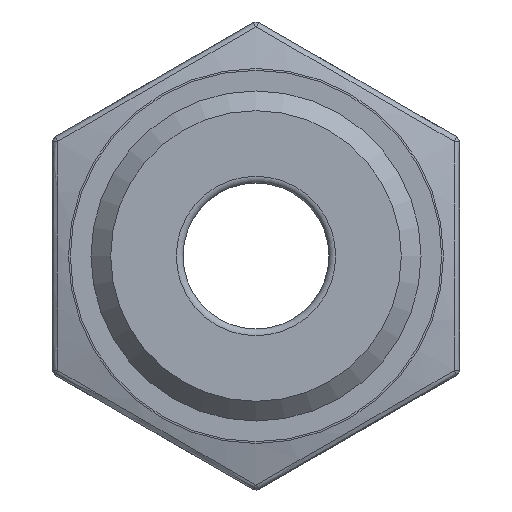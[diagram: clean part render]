
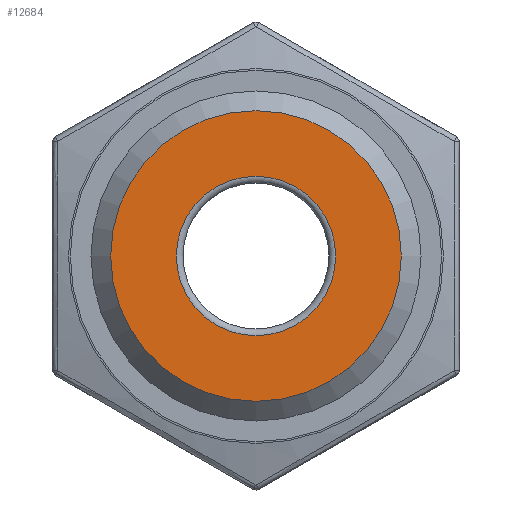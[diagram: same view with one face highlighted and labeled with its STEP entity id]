
A CAD part, left-side view. The second image highlights one B-rep face of the part: STEP entity #12684.
In plain terms, the highlighted planar face has unit normal (-1, 0, 0).
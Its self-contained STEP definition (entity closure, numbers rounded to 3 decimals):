
#1197 = AXIS2_PLACEMENT_3D ( 'NONE', #4311, #3371, #10731 ) ;
#2099 = CIRCLE ( 'NONE', #1197, 4.283 ) ;
#3352 = DIRECTION ( 'NONE',  ( 0., 0., -1. ) ) ;
#3371 = DIRECTION ( 'NONE',  ( -1., 0., 0. ) ) ;
#3508 = DIRECTION ( 'NONE',  ( 1., 0., 0. ) ) ;
#3763 = CARTESIAN_POINT ( 'NONE',  ( -12., 4.283, 0. ) ) ;
#3892 = FACE_OUTER_BOUND ( 'NONE', #9900, .T. ) ;
#3917 = VERTEX_POINT ( 'NONE', #11188 ) ;
#4311 = CARTESIAN_POINT ( 'NONE',  ( -12., 0., 0. ) ) ;
#4971 = DIRECTION ( 'NONE',  ( 0., 0., -1. ) ) ;
#5588 = ORIENTED_EDGE ( 'NONE', *, *, #12079, .T. ) ;
#6113 = CIRCLE ( 'NONE', #7029, 2.35 ) ;
#6563 = AXIS2_PLACEMENT_3D ( 'NONE', #3763, #11449, #4971 ) ;
#6838 = VERTEX_POINT ( 'NONE', #7968 ) ;
#7029 = AXIS2_PLACEMENT_3D ( 'NONE', #7763, #3508, #3352 ) ;
#7035 = EDGE_LOOP ( 'NONE', ( #5588 ) ) ;
#7089 = PLANE ( 'NONE',  #6563 ) ;
#7424 = EDGE_CURVE ( 'NONE', #3917, #3917, #2099, .T. ) ;
#7763 = CARTESIAN_POINT ( 'NONE',  ( -12., 0., 0. ) ) ;
#7968 = CARTESIAN_POINT ( 'NONE',  ( -12., 0., -2.35 ) ) ;
#9900 = EDGE_LOOP ( 'NONE', ( #12078 ) ) ;
#10731 = DIRECTION ( 'NONE',  ( 0., 0., 1. ) ) ;
#11188 = CARTESIAN_POINT ( 'NONE',  ( -12., 0., 4.283 ) ) ;
#11449 = DIRECTION ( 'NONE',  ( 1., 0., 0. ) ) ;
#12078 = ORIENTED_EDGE ( 'NONE', *, *, #7424, .T. ) ;
#12079 = EDGE_CURVE ( 'NONE', #6838, #6838, #6113, .T. ) ;
#12684 = ADVANCED_FACE ( 'NONE', ( #13648, #3892 ), #7089, .F. ) ;
#13648 = FACE_BOUND ( 'NONE', #7035, .T. ) ;
